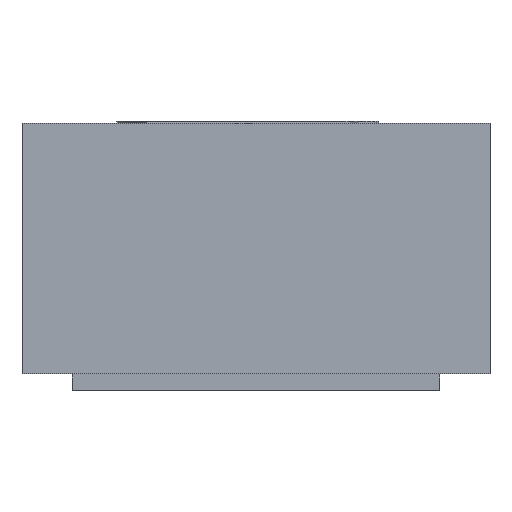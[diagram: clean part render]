
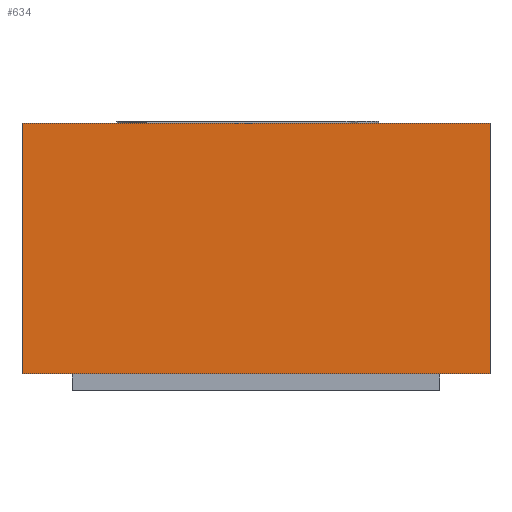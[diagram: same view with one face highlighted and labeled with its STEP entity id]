
A CAD part, front view. The second image highlights one B-rep face of the part: STEP entity #634.
In plain terms, the highlighted planar face has unit normal (0, -1, 0).
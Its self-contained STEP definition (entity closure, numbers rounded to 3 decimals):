
#67=FACE_OUTER_BOUND('',#108,.T.);
#108=EDGE_LOOP('',(#508,#509,#510,#511));
#165=LINE('',#1029,#238);
#166=LINE('',#1032,#239);
#167=LINE('',#1034,#240);
#168=LINE('',#1035,#241);
#238=VECTOR('',#798,1.);
#239=VECTOR('',#801,1.);
#240=VECTOR('',#802,1.);
#241=VECTOR('',#803,1.);
#304=VERTEX_POINT('',#1023);
#306=VERTEX_POINT('',#1027);
#307=VERTEX_POINT('',#1031);
#308=VERTEX_POINT('',#1033);
#377=EDGE_CURVE('',#304,#306,#165,.T.);
#378=EDGE_CURVE('',#304,#307,#166,.T.);
#379=EDGE_CURVE('',#308,#306,#167,.T.);
#380=EDGE_CURVE('',#307,#308,#168,.T.);
#508=ORIENTED_EDGE('',*,*,#378,.F.);
#509=ORIENTED_EDGE('',*,*,#377,.T.);
#510=ORIENTED_EDGE('',*,*,#379,.F.);
#511=ORIENTED_EDGE('',*,*,#380,.F.);
#594=PLANE('',#685);
#634=ADVANCED_FACE('',(#67),#594,.T.);
#685=AXIS2_PLACEMENT_3D('',#1030,#799,#800);
#798=DIRECTION('',(0.,0.,1.));
#799=DIRECTION('center_axis',(0.,-1.,0.));
#800=DIRECTION('ref_axis',(1.,0.,0.));
#801=DIRECTION('',(-1.,0.,0.));
#802=DIRECTION('',(1.,0.,0.));
#803=DIRECTION('',(0.,0.,1.));
#1023=CARTESIAN_POINT('',(0.14,-0.29,0.01));
#1027=CARTESIAN_POINT('',(0.14,-0.29,0.16));
#1029=CARTESIAN_POINT('',(0.14,-0.29,0.01));
#1030=CARTESIAN_POINT('Origin',(-0.14,-0.29,0.01));
#1031=CARTESIAN_POINT('',(-0.14,-0.29,0.01));
#1032=CARTESIAN_POINT('',(0.14,-0.29,0.01));
#1033=CARTESIAN_POINT('',(-0.14,-0.29,0.16));
#1034=CARTESIAN_POINT('',(0.14,-0.29,0.16));
#1035=CARTESIAN_POINT('',(-0.14,-0.29,0.01));
